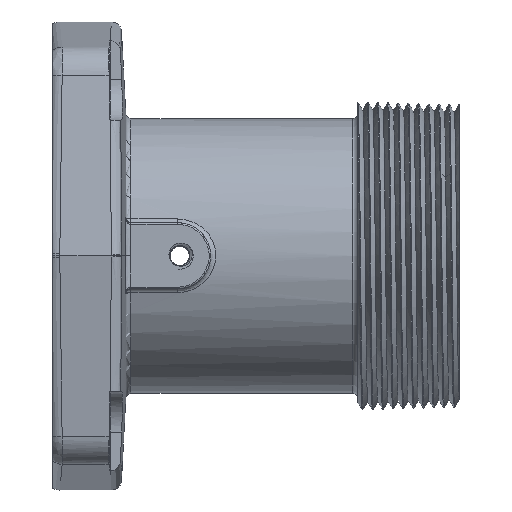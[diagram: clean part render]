
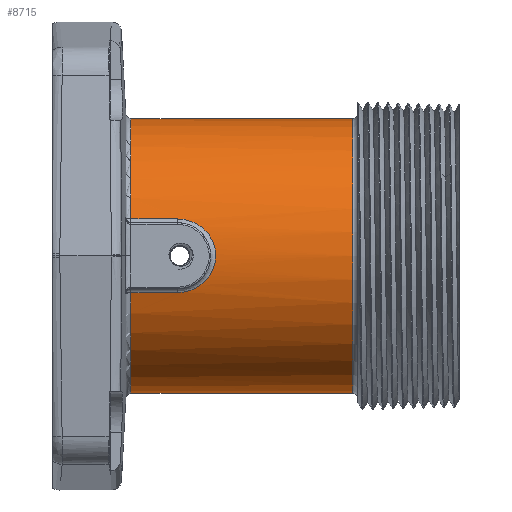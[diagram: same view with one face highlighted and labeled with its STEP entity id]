
A CAD part, top view. The second image highlights one B-rep face of the part: STEP entity #8715.
In plain terms, the highlighted cylindrical face has radius 42.862 mm (diameter 85.725 mm), a partial arc.
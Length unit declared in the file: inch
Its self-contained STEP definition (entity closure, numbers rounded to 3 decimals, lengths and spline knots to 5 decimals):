
#939=DIRECTION('',(1.,0.,0.));
#940=VECTOR('',#939,2.7245);
#941=CARTESIAN_POINT('',(0.58675,1.6875,0.));
#942=LINE('',#941,#940);
#943=DIRECTION('',(-1.,0.,0.));
#944=VECTOR('',#943,2.7245);
#945=CARTESIAN_POINT('',(3.31125,-1.6875,0.));
#946=LINE('',#945,#944);
#947=CARTESIAN_POINT('',(0.58675,0.,0.));
#948=DIRECTION('',(1.,0.,0.));
#949=DIRECTION('',(0.,-0.268,0.963));
#950=AXIS2_PLACEMENT_3D('',#947,#948,#949);
#952=DIRECTION('',(1.,0.,0.));
#953=VECTOR('',#952,0.57304);
#954=CARTESIAN_POINT('',(0.58675,-0.45201,
1.62584));
#955=LINE('',#954,#953);
#956=CARTESIAN_POINT('',(1.15979,-0.45201,1.62584));
#957=CARTESIAN_POINT('',(1.17141,-0.45201,1.62584));
#958=CARTESIAN_POINT('',(1.19534,-0.45117,1.62607));
#959=CARTESIAN_POINT('',(1.23297,-0.447,1.62722));
#960=CARTESIAN_POINT('',(1.27341,-0.43919,1.62936));
#961=CARTESIAN_POINT('',(1.31687,-0.4267,1.63269));
#962=CARTESIAN_POINT('',(1.36345,-0.40819,1.63744));
#963=CARTESIAN_POINT('',(1.41278,-0.38196,1.6438));
#964=CARTESIAN_POINT('',(1.46382,-0.34604,1.65182));
#965=CARTESIAN_POINT('',(1.51473,-0.29821,1.66125));
#966=CARTESIAN_POINT('',(1.56243,-0.23615,1.67138));
#967=CARTESIAN_POINT('',(1.60176,-0.15932,1.68067));
#968=CARTESIAN_POINT('',(1.62684,-0.06811,1.68705));
#969=CARTESIAN_POINT('',(1.63115,0.03057,1.68818));
#970=CARTESIAN_POINT('',(1.61361,0.12535,1.68364));
#971=CARTESIAN_POINT('',(1.57871,0.2088,1.67512));
#972=CARTESIAN_POINT('',(1.53248,0.27779,1.66486));
#973=CARTESIAN_POINT('',(1.48088,0.33171,1.6548));
#974=CARTESIAN_POINT('',(1.428,0.3724,1.64602));
#975=CARTESIAN_POINT('',(1.37612,0.40225,1.63892));
#976=CARTESIAN_POINT('',(1.32668,0.42335,1.63357));
#977=CARTESIAN_POINT('',(1.28037,0.43756,1.6298));
#978=CARTESIAN_POINT('',(1.23717,0.44642,1.62738));
#979=CARTESIAN_POINT('',(1.19726,0.45108,1.62609));
#980=CARTESIAN_POINT('',(1.17201,0.45201,1.62584));
#981=CARTESIAN_POINT('',(1.15979,0.45201,1.62584));
#983=DIRECTION('',(-1.,0.,0.));
#984=VECTOR('',#983,0.57304);
#985=CARTESIAN_POINT('',(1.15979,0.45201,1.62584));
#986=LINE('',#985,#984);
#987=CARTESIAN_POINT('',(0.58675,0.,0.));
#988=DIRECTION('',(1.,0.,0.));
#989=DIRECTION('',(0.,1.,0.));
#990=AXIS2_PLACEMENT_3D('',#987,#988,#989);
#1046=CARTESIAN_POINT('',(3.31125,0.,0.));
#1047=DIRECTION('',(1.,0.,0.));
#1048=DIRECTION('',(0.,1.,0.));
#1049=AXIS2_PLACEMENT_3D('',#1046,#1047,#1048);
#6780=VERTEX_POINT('',#956);
#6781=VERTEX_POINT('',#981);
#6790=CARTESIAN_POINT('',(0.58675,1.6875,0.));
#6791=CARTESIAN_POINT('',(0.58675,0.45201,
1.62584));
#6792=VERTEX_POINT('',#6790);
#6793=VERTEX_POINT('',#6791);
#6798=CARTESIAN_POINT('',(0.58675,-0.45201,
1.62584));
#6799=VERTEX_POINT('',#6798);
#7068=CARTESIAN_POINT('',(0.58675,-1.6875,0.));
#7069=VERTEX_POINT('',#7068);
#7211=CARTESIAN_POINT('',(3.31125,1.6875,0.));
#7213=VERTEX_POINT('',#7211);
#7215=CARTESIAN_POINT('',(3.31125,-1.6875,0.));
#7217=VERTEX_POINT('',#7215);
#8693=CARTESIAN_POINT('',(-0.72146,0.,0.));
#8694=DIRECTION('',(1.,0.,0.));
#8695=DIRECTION('',(0.,-1.,0.));
#8696=AXIS2_PLACEMENT_3D('',#8693,#8694,#8695);
#8697=CYLINDRICAL_SURFACE('',#8696,1.6875);
#8699=ORIENTED_EDGE('',*,*,#8698,.T.);
#8701=ORIENTED_EDGE('',*,*,#8700,.T.);
#8703=ORIENTED_EDGE('',*,*,#8702,.T.);
#8705=ORIENTED_EDGE('',*,*,#8704,.F.);
#8707=ORIENTED_EDGE('',*,*,#8706,.T.);
#8709=ORIENTED_EDGE('',*,*,#8708,.T.);
#8710=ORIENTED_EDGE('',*,*,#8683,.T.);
#8712=ORIENTED_EDGE('',*,*,#8711,.F.);
#8713=EDGE_LOOP('',(#8699,#8701,#8703,#8705,#8707,#8709,#8710,#8712));
#8714=FACE_OUTER_BOUND('',#8713,.F.);
#951=CIRCLE('',#950,1.6875);
#982=B_SPLINE_CURVE_WITH_KNOTS('',3,(#956,#957,#958,#959,#960,#961,#962,#963,
#964,#965,#966,#967,#968,#969,#970,#971,#972,#973,#974,#975,#976,#977,#978,#979,
#980,#981),.UNSPECIFIED.,.F.,.F.,(4,1,1,1,1,1,1,1,1,1,1,1,1,1,1,1,1,1,1,1,1,1,1,
4),(0.,0.04348,0.08696,0.13043,
0.17391,0.21739,0.26087,0.30435,
0.34783,0.3913,0.43478,0.47826,
0.52174,0.56522,0.6087,0.65217,
0.69565,0.73913,0.78261,0.82609,
0.86957,0.91304,0.95652,1.),.UNSPECIFIED.);
#991=CIRCLE('',#990,1.6875);
#1050=CIRCLE('',#1049,1.6875);
#8683=EDGE_CURVE('',#6781,#6793,#986,.T.);
#8698=EDGE_CURVE('',#6792,#7213,#942,.T.);
#8700=EDGE_CURVE('',#7213,#7217,#1050,.T.);
#8702=EDGE_CURVE('',#7217,#7069,#946,.T.);
#8704=EDGE_CURVE('',#6799,#7069,#951,.T.);
#8706=EDGE_CURVE('',#6799,#6780,#955,.T.);
#8708=EDGE_CURVE('',#6780,#6781,#982,.T.);
#8711=EDGE_CURVE('',#6792,#6793,#991,.T.);
#8715=ADVANCED_FACE('',(#8714),#8697,.T.);
